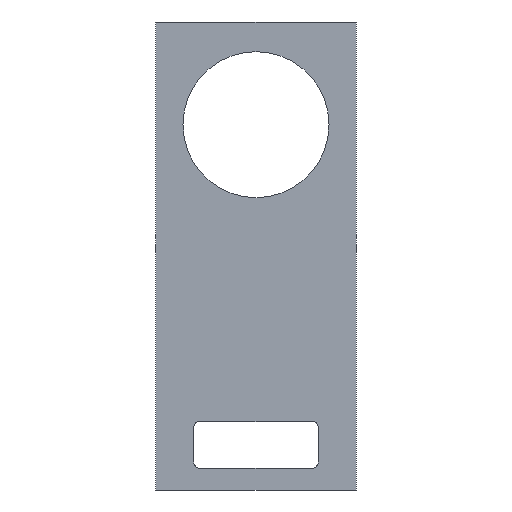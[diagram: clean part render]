
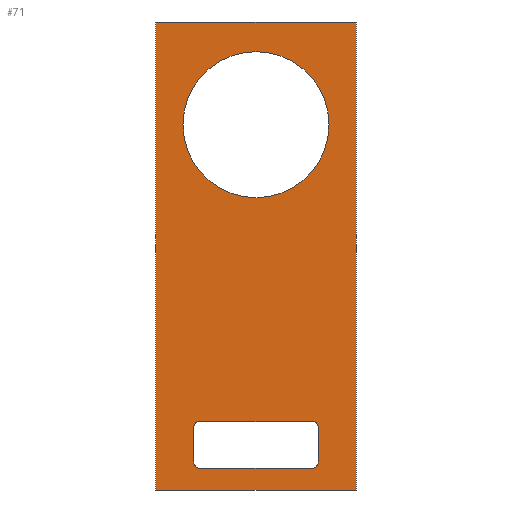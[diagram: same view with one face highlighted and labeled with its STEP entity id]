
A CAD part, front view. The second image highlights one B-rep face of the part: STEP entity #71.
In plain terms, the highlighted planar face has unit normal (0, -1, 0).
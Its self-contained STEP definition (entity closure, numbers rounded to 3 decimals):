
#39=FACE_BOUND('',#111,.T.);
#40=FACE_BOUND('',#112,.T.);
#41=FACE_BOUND('',#113,.T.);
#47=CIRCLE('',#312,10.);
#49=CIRCLE('',#316,10.);
#51=CIRCLE('',#320,10.);
#53=CIRCLE('',#327,10.);
#56=CIRCLE('',#332,117.3);
#71=ADVANCED_FACE('',(#39,#40,#41),#81,.F.);
#81=PLANE('',#335);
#111=EDGE_LOOP('',(#177,#178,#179,#180));
#112=EDGE_LOOP('',(#181,#182,#183,#184,#185,#186,#187,#188));
#113=EDGE_LOOP('',(#189));
#177=ORIENTED_EDGE('',*,*,#238,.T.);
#178=ORIENTED_EDGE('',*,*,#242,.T.);
#179=ORIENTED_EDGE('',*,*,#245,.T.);
#180=ORIENTED_EDGE('',*,*,#250,.T.);
#181=ORIENTED_EDGE('',*,*,#216,.T.);
#182=ORIENTED_EDGE('',*,*,#220,.T.);
#183=ORIENTED_EDGE('',*,*,#223,.T.);
#184=ORIENTED_EDGE('',*,*,#226,.T.);
#185=ORIENTED_EDGE('',*,*,#229,.T.);
#186=ORIENTED_EDGE('',*,*,#232,.T.);
#187=ORIENTED_EDGE('',*,*,#235,.T.);
#188=ORIENTED_EDGE('',*,*,#248,.T.);
#189=ORIENTED_EDGE('',*,*,#253,.F.);
#190=VERTEX_POINT('',#418);
#191=VERTEX_POINT('',#419);
#194=VERTEX_POINT('',#427);
#196=VERTEX_POINT('',#433);
#198=VERTEX_POINT('',#439);
#200=VERTEX_POINT('',#445);
#202=VERTEX_POINT('',#451);
#204=VERTEX_POINT('',#457);
#206=VERTEX_POINT('',#463);
#207=VERTEX_POINT('',#464);
#210=VERTEX_POINT('',#472);
#212=VERTEX_POINT('',#478);
#215=VERTEX_POINT('',#492);
#216=EDGE_CURVE('',#190,#191,#254,.T.);
#220=EDGE_CURVE('',#191,#194,#47,.T.);
#223=EDGE_CURVE('',#194,#196,#259,.T.);
#226=EDGE_CURVE('',#196,#198,#49,.T.);
#229=EDGE_CURVE('',#198,#200,#263,.T.);
#232=EDGE_CURVE('',#200,#202,#51,.T.);
#235=EDGE_CURVE('',#202,#204,#267,.T.);
#238=EDGE_CURVE('',#206,#207,#270,.T.);
#242=EDGE_CURVE('',#207,#210,#274,.T.);
#245=EDGE_CURVE('',#210,#212,#277,.T.);
#248=EDGE_CURVE('',#204,#190,#53,.T.);
#250=EDGE_CURVE('',#212,#206,#280,.T.);
#253=EDGE_CURVE('',#215,#215,#56,.T.);
#254=LINE('',#417,#282);
#259=LINE('',#432,#287);
#263=LINE('',#444,#291);
#267=LINE('',#456,#295);
#270=LINE('',#462,#298);
#274=LINE('',#471,#302);
#277=LINE('',#477,#305);
#280=LINE('',#486,#308);
#282=VECTOR('',#338,1.);
#287=VECTOR('',#351,1.);
#291=VECTOR('',#363,1.);
#295=VECTOR('',#375,1.);
#298=VECTOR('',#380,1.);
#302=VECTOR('',#386,1.);
#305=VECTOR('',#391,1.);
#308=VECTOR('',#402,1.);
#312=AXIS2_PLACEMENT_3D('',#426,#344,#345);
#316=AXIS2_PLACEMENT_3D('',#438,#356,#357);
#320=AXIS2_PLACEMENT_3D('',#450,#368,#369);
#327=AXIS2_PLACEMENT_3D('',#483,#396,#397);
#332=AXIS2_PLACEMENT_3D('',#491,#408,#409);
#335=AXIS2_PLACEMENT_3D('',#495,#414,#415);
#338=DIRECTION('',(0.,0.,1.));
#344=DIRECTION('',(0.,1.,0.));
#345=DIRECTION('',(1.,0.,0.));
#351=DIRECTION('',(1.,0.,0.));
#356=DIRECTION('',(0.,1.,0.));
#357=DIRECTION('',(1.,0.,0.));
#363=DIRECTION('',(0.,0.,-1.));
#368=DIRECTION('',(0.,1.,0.));
#369=DIRECTION('',(1.,0.,0.));
#375=DIRECTION('',(-1.,0.,0.));
#380=DIRECTION('',(1.,0.,0.));
#386=DIRECTION('',(0.,0.,1.));
#391=DIRECTION('',(-1.,0.,0.));
#396=DIRECTION('',(0.,1.,0.));
#397=DIRECTION('',(1.,0.,0.));
#402=DIRECTION('',(0.,0.,-1.));
#408=DIRECTION('',(0.,-1.,0.));
#409=DIRECTION('',(1.,0.,0.));
#414=DIRECTION('',(0.,1.,0.));
#415=DIRECTION('',(0.,0.,1.));
#417=CARTESIAN_POINT('',(-100.,-19.,-331.));
#418=CARTESIAN_POINT('',(-100.,-19.,-331.));
#419=CARTESIAN_POINT('',(-100.,-19.,-276.));
#426=CARTESIAN_POINT('',(-90.,-19.,-276.));
#427=CARTESIAN_POINT('',(-90.,-19.,-266.));
#432=CARTESIAN_POINT('',(-90.,-19.,-266.));
#433=CARTESIAN_POINT('',(90.,-19.,-266.));
#438=CARTESIAN_POINT('',(90.,-19.,-276.));
#439=CARTESIAN_POINT('',(100.,-19.,-276.));
#444=CARTESIAN_POINT('',(100.,-19.,-276.));
#445=CARTESIAN_POINT('',(100.,-19.,-331.));
#450=CARTESIAN_POINT('',(90.,-19.,-331.));
#451=CARTESIAN_POINT('',(90.,-19.,-341.));
#456=CARTESIAN_POINT('',(90.,-19.,-341.));
#457=CARTESIAN_POINT('',(-90.,-19.,-341.));
#462=CARTESIAN_POINT('',(-161.,-19.,-376.));
#463=CARTESIAN_POINT('',(-161.,-19.,-376.));
#464=CARTESIAN_POINT('',(161.,-19.,-376.));
#471=CARTESIAN_POINT('',(161.,-19.,-376.));
#472=CARTESIAN_POINT('',(161.,-19.,376.));
#477=CARTESIAN_POINT('',(161.,-19.,376.));
#478=CARTESIAN_POINT('',(-161.,-19.,376.));
#483=CARTESIAN_POINT('',(-90.,-19.,-331.));
#486=CARTESIAN_POINT('',(-161.,-19.,376.));
#491=CARTESIAN_POINT('',(0.,-19.,211.));
#492=CARTESIAN_POINT('',(117.3,-19.,211.));
#495=CARTESIAN_POINT('',(-90.,-19.,-276.));
